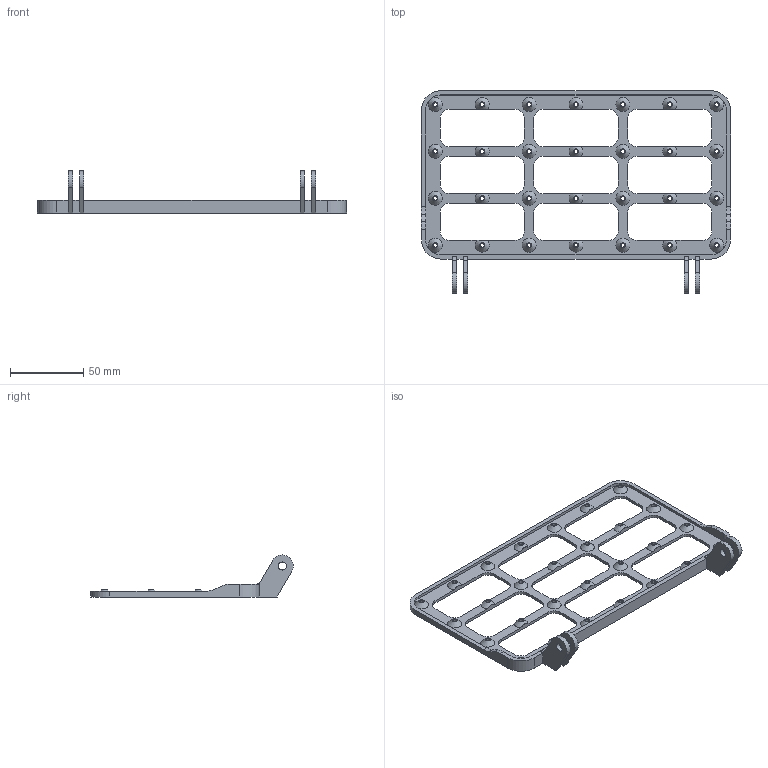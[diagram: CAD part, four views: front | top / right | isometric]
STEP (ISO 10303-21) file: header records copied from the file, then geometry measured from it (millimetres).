
FILE_DESCRIPTION(/* description */ ('STEP AP214'),/* implementation_level */ '2;1');
FILE_NAME(/* name */ '614950f3b60914664c4c3455',/* time_stamp */ '2021-09-21T03:26:44+00:00',/* author */ (''),/* organization */ (''),/* preprocessor_version */ 'ST-DEVELOPER v18.1',/* originating_system */ ' ',/* authorisation */ ' ');
FILE_SCHEMA (('AUTOMOTIVE_DESIGN {1 0 10303 214 3 1 1}'));
Length unit declared in the file: metre
Products named in the file (1): pi plate
Bounding box: 210.8 x 138.17 x 28.66 mm (x, y, z)
Volume: 36413.9 mm3; surface area: 37146.8 mm2
Topology: 1 solids, 1 shells, 214 faces, 663 edges, 461 vertices
Faces by surface type: plane 98, cylinder 88, cone 28
Full cylindrical faces by diameter (mm): 2.65 x28, 5.5 x4
Entity records: 7048 total; most frequent: CARTESIAN_POINT 1321, DIRECTION 1184, ORIENTED_EDGE 1104, EDGE_CURVE 552, AXIS2_PLACEMENT_3D 453, VERTEX_POINT 410, EDGE_LOOP 366, FACE_BOUND 366
